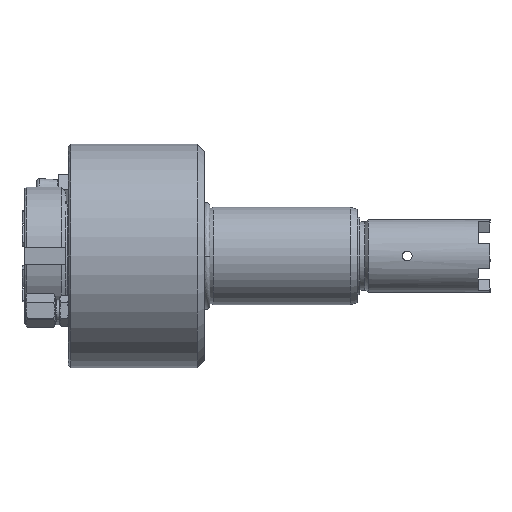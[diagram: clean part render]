
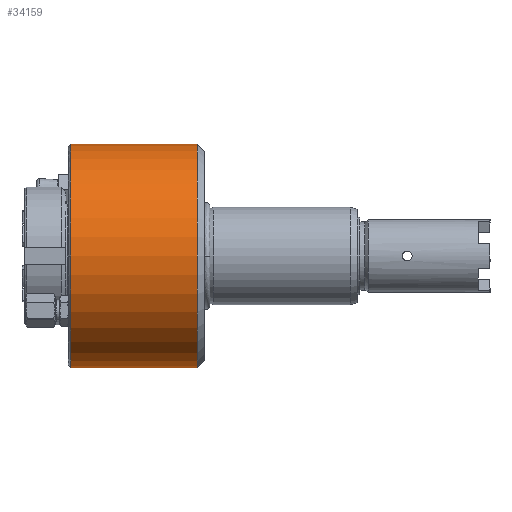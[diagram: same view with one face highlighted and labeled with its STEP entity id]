
A CAD part, front view. The second image highlights one B-rep face of the part: STEP entity #34159.
In plain terms, the highlighted cylindrical face has radius 46 mm (diameter 92 mm), a partial arc.
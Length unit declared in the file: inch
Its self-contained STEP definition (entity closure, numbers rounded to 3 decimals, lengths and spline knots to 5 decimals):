
#324 = LINE ( 'NONE', #21664, #14933 ) ;
#1051 = EDGE_CURVE ( 'NONE', #11977, #26106, #24328, .T. ) ;
#1202 = AXIS2_PLACEMENT_3D ( 'NONE', #3768, #13589, #10510 ) ;
#2273 = ORIENTED_EDGE ( 'NONE', *, *, #3578, .F. ) ;
#2512 = DIRECTION ( 'NONE',  ( 1., 0., 0. ) ) ;
#3578 = EDGE_CURVE ( 'NONE', #37357, #24051, #324, .T. ) ;
#3734 = EDGE_LOOP ( 'NONE', ( #2273, #9700, #6794, #32565, #38427 ) ) ;
#3768 = CARTESIAN_POINT ( 'NONE',  ( 2.69685, 0., 0. ) ) ;
#4249 = CARTESIAN_POINT ( 'NONE',  ( -2.16535, -1.81102, 0. ) ) ;
#4691 = CIRCLE ( 'NONE', #25029, 1.81102 ) ;
#5741 = EDGE_CURVE ( 'NONE', #37357, #11977, #36023, .T. ) ;
#6794 = ORIENTED_EDGE ( 'NONE', *, *, #1051, .T. ) ;
#7921 = CARTESIAN_POINT ( 'NONE',  ( 2.69685, 0., 1.81102 ) ) ;
#7925 = DIRECTION ( 'NONE',  ( -1., 0., 0. ) ) ;
#9313 = CARTESIAN_POINT ( 'NONE',  ( -0.11811, 0., -1.81102 ) ) ;
#9700 = ORIENTED_EDGE ( 'NONE', *, *, #5741, .T. ) ;
#10510 = DIRECTION ( 'NONE',  ( 0., 0., 1. ) ) ;
#10810 = CARTESIAN_POINT ( 'NONE',  ( -2.16535, 0., 0. ) ) ;
#11977 = VERTEX_POINT ( 'NONE', #28870 ) ;
#12162 = CARTESIAN_POINT ( 'NONE',  ( -2.16535, 0., 0. ) ) ;
#13589 = DIRECTION ( 'NONE',  ( -1., 0., 0. ) ) ;
#13903 = DIRECTION ( 'NONE',  ( 0., 0., 1. ) ) ;
#14933 = VECTOR ( 'NONE', #15506, 39.37008 ) ;
#15506 = DIRECTION ( 'NONE',  ( -1., 0., 0. ) ) ;
#16223 = CARTESIAN_POINT ( 'NONE',  ( -2.16535, 0., 1.81102 ) ) ;
#16496 = FACE_OUTER_BOUND ( 'NONE', #3734, .T. ) ;
#16793 = DIRECTION ( 'NONE',  ( 1., 0., 0. ) ) ;
#18226 = EDGE_CURVE ( 'NONE', #26106, #35961, #29618, .T. ) ;
#20433 = DIRECTION ( 'NONE',  ( -1., 0., 0. ) ) ;
#20438 = DIRECTION ( 'NONE',  ( 0., 0., 1. ) ) ;
#20631 = CARTESIAN_POINT ( 'NONE',  ( -0.11811, 0., 0. ) ) ;
#21664 = CARTESIAN_POINT ( 'NONE',  ( 2.69685, 0., -1.81102 ) ) ;
#22174 = VECTOR ( 'NONE', #20433, 39.37008 ) ;
#24051 = VERTEX_POINT ( 'NONE', #30693 ) ;
#24233 = AXIS2_PLACEMENT_3D ( 'NONE', #20631, #7925, #20438 ) ;
#24328 = LINE ( 'NONE', #7921, #22174 ) ;
#25029 = AXIS2_PLACEMENT_3D ( 'NONE', #12162, #2512, #40113 ) ;
#26106 = VERTEX_POINT ( 'NONE', #16223 ) ;
#26335 = CYLINDRICAL_SURFACE ( 'NONE', #1202, 1.81102 ) ;
#28870 = CARTESIAN_POINT ( 'NONE',  ( -0.11811, 0., 1.81102 ) ) ;
#29618 = CIRCLE ( 'NONE', #38181, 1.81102 ) ;
#30693 = CARTESIAN_POINT ( 'NONE',  ( -2.16535, 0., -1.81102 ) ) ;
#32565 = ORIENTED_EDGE ( 'NONE', *, *, #18226, .T. ) ;
#32754 = EDGE_CURVE ( 'NONE', #35961, #24051, #4691, .T. ) ;
#34159 = ADVANCED_FACE ( 'NONE', ( #16496 ), #26335, .T. ) ;
#35961 = VERTEX_POINT ( 'NONE', #4249 ) ;
#36023 = CIRCLE ( 'NONE', #24233, 1.81102 ) ;
#37357 = VERTEX_POINT ( 'NONE', #9313 ) ;
#38181 = AXIS2_PLACEMENT_3D ( 'NONE', #10810, #16793, #13903 ) ;
#38427 = ORIENTED_EDGE ( 'NONE', *, *, #32754, .T. ) ;
#40113 = DIRECTION ( 'NONE',  ( 0., 0., 1. ) ) ;
